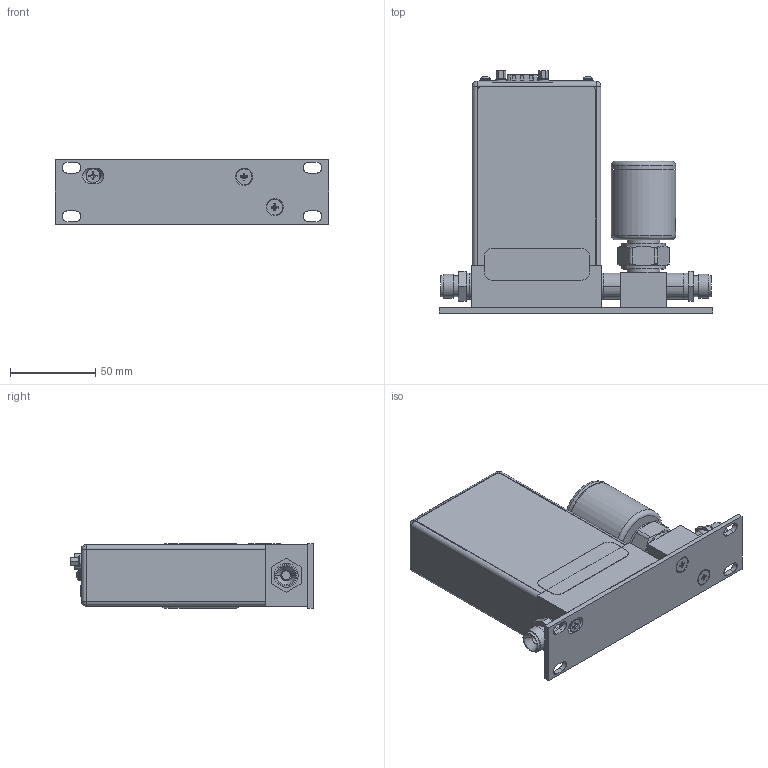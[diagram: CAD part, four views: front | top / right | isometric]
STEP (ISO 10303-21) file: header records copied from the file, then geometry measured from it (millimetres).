
FILE_DESCRIPTION((''),'2;1');
FILE_NAME('GV50A_9-PIN_ANALOG_4VCR_ASM','2015-08-20T',('cockrofm'),(''),'PRO/ENGINEER BY PARAMETRIC TECHNOLOGY CORPORATION, 2011490','PRO/ENGINEER BY PARAMETRIC TECHNOLOGY CORPORATION, 2011490','');
FILE_SCHEMA(('CONFIG_CONTROL_DESIGN'));
Length unit declared in the file: inch
Products named in the file (42): PRT0001; PRT0003; 160-0022_1; 160-3973_1; PRT0004; 117264-P1_1; PRT0006; 122676_1; 1046267_ANALOG_PWB_1; PRT0007; 110-0883_10-PIN_HEADER_1; 1046649_20-PIN_HEADER_ASM_1_ASM; 1007235_CONN_RJ45_1; 1042414_4-PIN_HEADER_1; 1055809_CONN_HEADER_2-PIN_1; TMM-105-01-G-S-RA_1; 1046268_ANALOG_MAIN_BD_ASM_1_ASM; 1046138-001_1; 1048317_REAR_LABEL_1; PRT0008; 1046576_PWB_BOARD_1; 171-009-113_1; SQT-PIN_1; SQT-CASE_AF4_1; SQT-125-01-X-S-RA_ANY_ASM_AF0_A_ASM; 1046431_10-PIN_HEADER_ASM_1_ASM; 1046651_20-PIN_CONN_ASM_1_ASM; 1037026_PUSH-BUTTON_1; 1041885_LED_1; 1046577_CCA_ASSY_ASM_1_ASM; 1020613_LIGHT_PIPE_1; PRT0009; 185-3740_1; 1016309-003_1; 1048315-001_1; 119937-P9_SMALL-SINGLE_1; 1040814_9-PIN_NO_OUTLET_ASM_1_ASM; 1011702-002_4-40_PAN-HD-SEMS_1; 1040814_GV_9-PIN_ANALOG_ASM_1_ASM; 116158-P2_FTTNG-SWGLCK ...
Assembly tree (55 placements, depth 8):
  GV50A_9-PIN_ANALOG_4VCR_ASM
    1040814_GV_9-PIN_ANALOG_ASM_1_ASM
      PRT0001
      PRT0003
      160-0022_1  x2
      160-3973_1
      1040814_9-PIN_NO_OUTLET_ASM_1_ASM
        PRT0004
        117264-P1_1
        PRT0006
        122676_1
        1046268_ANALOG_MAIN_BD_ASM_1_ASM
          1046267_ANALOG_PWB_1
          PRT0007
          1046649_20-PIN_HEADER_ASM_1_ASM
            110-0883_10-PIN_HEADER_1  x2
          1007235_CONN_RJ45_1
          1042414_4-PIN_HEADER_1
          1055809_CONN_HEADER_2-PIN_1
          TMM-105-01-G-S-RA_1
        1046138-001_1
        1048317_REAR_LABEL_1
        PRT0008
        1046577_CCA_ASSY_ASM_1_ASM
          1046576_PWB_BOARD_1
          171-009-113_1
          1046651_20-PIN_CONN_ASM_1_ASM
            1046431_10-PIN_HEADER_ASM_1_ASM  x2
              SQT-125-01-X-S-RA_ANY_ASM_AF0_A_ASM
                SQT-PIN_1  x10
                SQT-CASE_AF4_1
          1037026_PUSH-BUTTON_1
          1041885_LED_1
        1020613_LIGHT_PIPE_1
        PRT0009
        185-3740_1  x2
        1016309-003_1  x2
        1048315-001_1
        119937-P9_SMALL-SINGLE_1
      1011702-002_4-40_PAN-HD-SEMS_1
    116158-P2_FTTNG-SWGLCK
    116474_REWORK-FITTING-SWAGELOK
Bounding box: 160.78 x 142.47 x 38.11 mm (x, y, z)
Volume: 212046.7 mm3; surface area: 158227 mm2
Topology: 57 solids, 61 shells, 3864 faces, 10202 edges, 6620 vertices
Faces by surface type: plane 2865, cylinder 805, extrusion 76, cone 68, torus 31, sphere 10, bspline 9
Entity records: 70493 total; most frequent: CARTESIAN_POINT 14434, ORIENTED_EDGE 11428, DIRECTION 11225, EDGE_CURVE 5720, VECTOR 4417, LINE 4347, VERTEX_POINT 3740, AXIS2_PLACEMENT_3D 3404
